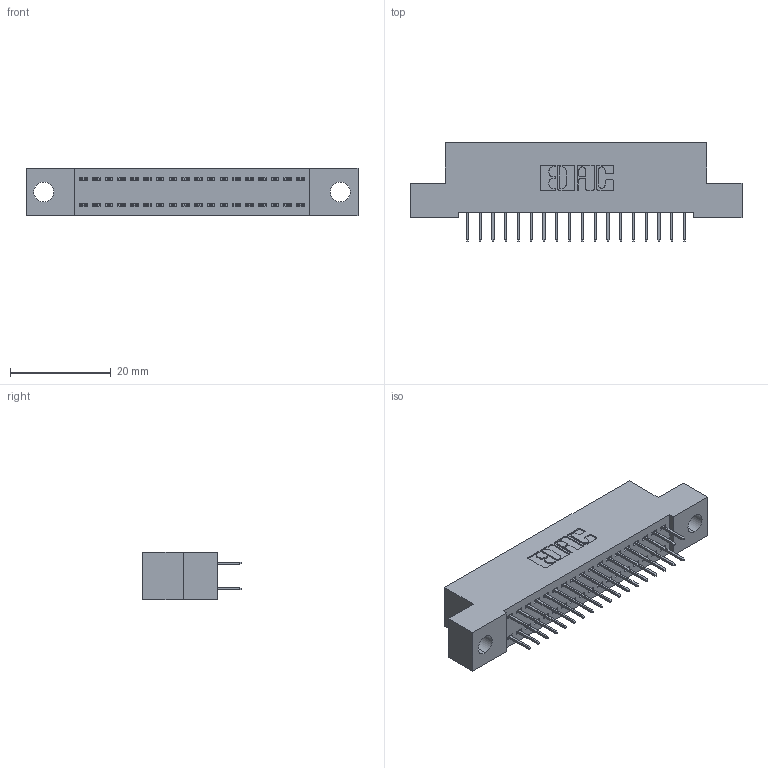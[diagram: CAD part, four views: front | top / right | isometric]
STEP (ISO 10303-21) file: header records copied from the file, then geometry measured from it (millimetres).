
FILE_DESCRIPTION (( 'STEP AP203' ), '1' );
FILE_NAME ('342-036-524-204.STEP', '2018-08-11T20:12:48', ( '' ), ( '' ), 'SwSTEP 2.0', 'SolidWorks 2016', '' );
FILE_SCHEMA (( 'CONFIG_CONTROL_DESIGN' ));
Length unit declared in the file: inch
Products named in the file (3): 345-292-001_345-293-124; 342-036-524-204; 342 Part_.156 TH
Assembly tree (37 placements, depth 2):
  342-036-524-204
    342 Part_.156 TH
    345-292-001_345-293-124  x36
Bounding box: 66.04 x 19.69 x 9.4 mm (x, y, z)
Volume: 5678.6 mm3; surface area: 8334.4 mm2
Topology: 37 solids, 37 shells, 2126 faces, 6023 edges, 3870 vertices
Faces by surface type: plane 1578, cylinder 548
Entity records: 14629 total; most frequent: CARTESIAN_POINT 2450, ORIENTED_EDGE 2386, DIRECTION 2137, EDGE_CURVE 1193, VECTOR 1069, LINE 1069, VERTEX_POINT 790, AXIS2_PLACEMENT_3D 534
